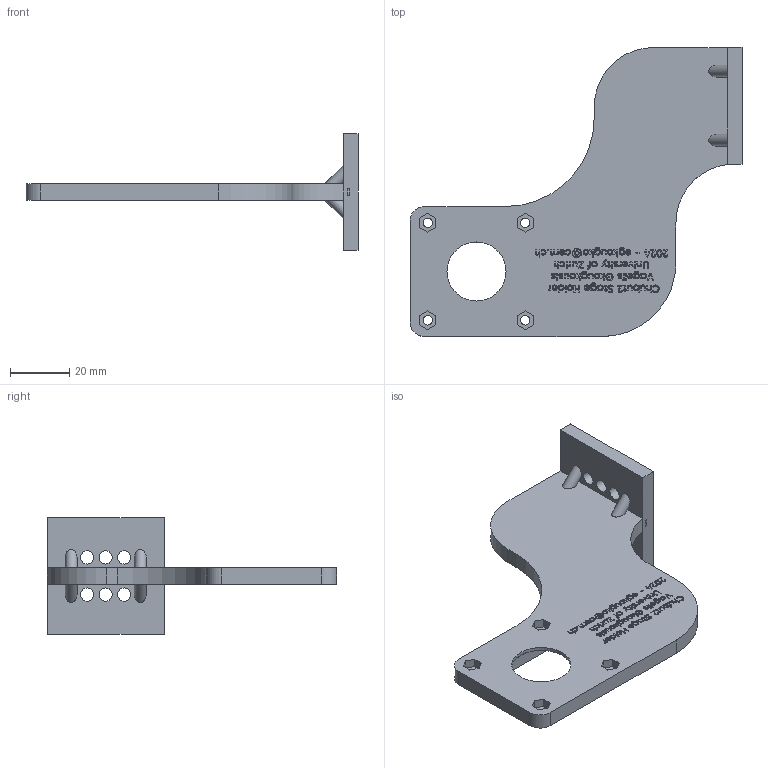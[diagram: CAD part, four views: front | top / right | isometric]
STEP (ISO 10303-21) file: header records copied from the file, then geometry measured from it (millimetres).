
FILE_DESCRIPTION(('FreeCAD Model'),'2;1');
FILE_NAME('Open CASCADE Shape Model','2024-10-11T06:32:59',(''),(''), 'Open CASCADE STEP processor 7.6','FreeCAD','Unknown');
FILE_SCHEMA(('AUTOMOTIVE_DESIGN { 1 0 10303 214 1 1 1 1 }'));
Length unit declared in the file: millimetre
Products named in the file (1): ChubutStagePlane
Bounding box: 112.35 x 97.81 x 39.4 mm (x, y, z)
Volume: 37598.3 mm3; surface area: 19086.3 mm2
Topology: 1 solids, 2 shells, 1369 faces, 3770 edges, 2512 vertices
Faces by surface type: extrusion 773, plane 574, cylinder 22
Full cylindrical faces by diameter (mm): 3.2 x4, 4 x4, 4.5 x6, 20 x1
Entity records: 46583 total; most frequent: CARTESIAN_POINT 14609, ORIENTED_EDGE 7540, DIRECTION 4237, EDGE_CURVE 3770, VECTOR 2951, VERTEX_POINT 2512, B_SPLINE_CURVE_WITH_KNOTS 2319, LINE 2178
